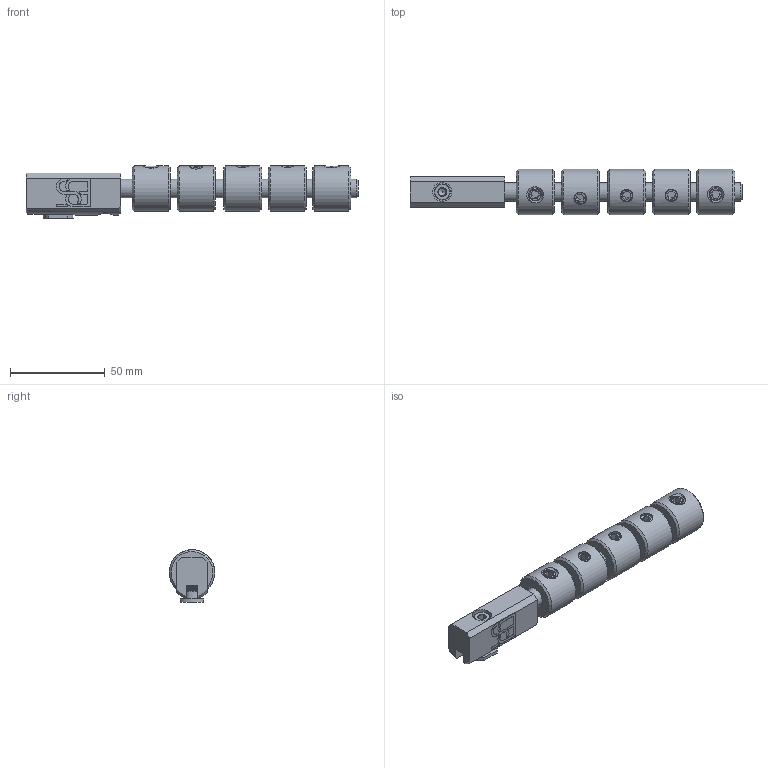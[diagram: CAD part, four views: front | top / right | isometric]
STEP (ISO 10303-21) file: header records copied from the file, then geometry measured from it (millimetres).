
FILE_DESCRIPTION(('STEP AP242'), '1');
FILE_NAME('栖闉罻', '', ('UNSPECIFIED'), ('UNSPECIFIED'), 'C3D Converter', 'C3D Toolkit', '');
FILE_SCHEMA(('AP242_MANAGED_MODEL_BASED_3D_ENGINEERING_MIM_LF { 1 0 10303 442 1 1 4 }'));
Length unit declared in the file: millimetre
Assembly tree (15 placements, depth 2):
  (unnamed)
    (unnamed)
    (unnamed)
    (unnamed)
    (unnamed)  x3
    (unnamed)  x2
    (unnamed)  x5
    (unnamed)
    (unnamed)
Bounding box: 175 x 24 x 27.7 mm (x, y, z)
Volume: 61857 mm3; surface area: 28227.1 mm2
Topology: 15 solids, 15 shells, 622 faces, 1531 edges, 935 vertices
Faces by surface type: cylinder 309, plane 146, cone 50, bspline 43, torus 38, sphere 36
Full cylindrical faces by diameter (mm): 4.134 x1, 5 x2, 6.647 x3, 8.5 x1, 10 x8, 24 x5
Entity records: 40364 total; most frequent: CARTESIAN_POINT 29911, ORIENTED_EDGE 1778, DIRECTION 1718, EDGE_CURVE 889, AXIS2_PLACEMENT_3D 674, VERTEX_POINT 582, EDGE_LOOP 431, FACE_BOUND 377
